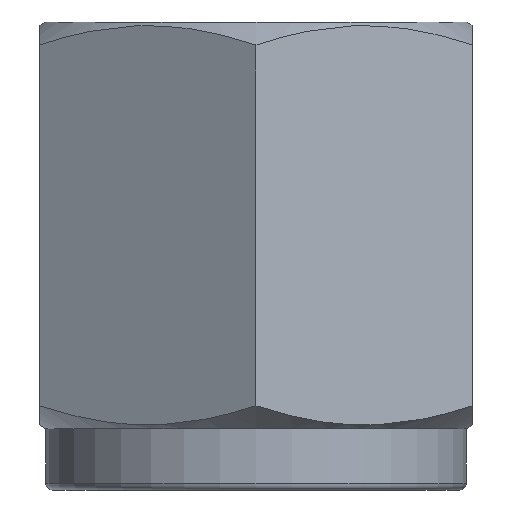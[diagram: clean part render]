
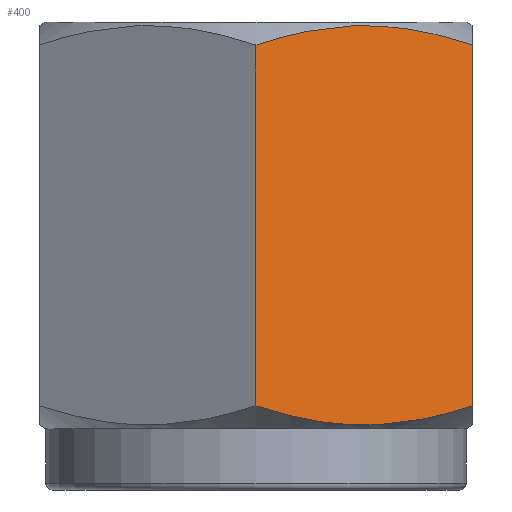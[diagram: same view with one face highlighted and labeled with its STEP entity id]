
A CAD part, front view. The second image highlights one B-rep face of the part: STEP entity #400.
In plain terms, the highlighted planar face has unit normal (0.5, -0.866, 0).
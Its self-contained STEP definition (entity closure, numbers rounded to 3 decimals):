
#15=(
BOUNDED_CURVE()
B_SPLINE_CURVE(2,(#737,#738,#739),.UNSPECIFIED.,.F.,.F.)
B_SPLINE_CURVE_WITH_KNOTS((3,3),(0.,1.113),.UNSPECIFIED.)
CURVE()
GEOMETRIC_REPRESENTATION_ITEM()
RATIONAL_B_SPLINE_CURVE((1.,1.155,1.))
REPRESENTATION_ITEM('')
);
#22=(
BOUNDED_CURVE()
B_SPLINE_CURVE(2,(#766,#767,#768),.UNSPECIFIED.,.F.,.F.)
B_SPLINE_CURVE_WITH_KNOTS((3,3),(0.,1.113),.UNSPECIFIED.)
CURVE()
GEOMETRIC_REPRESENTATION_ITEM()
RATIONAL_B_SPLINE_CURVE((1.,1.155,1.))
REPRESENTATION_ITEM('')
);
#46=PLANE('',#474);
#75=FACE_OUTER_BOUND('',#107,.T.);
#107=EDGE_LOOP('',(#364,#365,#366,#367));
#124=LINE('',#798,#139);
#125=LINE('',#800,#140);
#139=VECTOR('',#589,10.);
#140=VECTOR('',#592,10.);
#191=VERTEX_POINT('',#734);
#192=VERTEX_POINT('',#736);
#197=VERTEX_POINT('',#760);
#199=VERTEX_POINT('',#765);
#239=EDGE_CURVE('',#192,#191,#15,.T.);
#246=EDGE_CURVE('',#199,#197,#22,.T.);
#258=EDGE_CURVE('',#197,#192,#124,.T.);
#259=EDGE_CURVE('',#199,#191,#125,.T.);
#364=ORIENTED_EDGE('',*,*,#239,.T.);
#365=ORIENTED_EDGE('',*,*,#259,.F.);
#366=ORIENTED_EDGE('',*,*,#246,.T.);
#367=ORIENTED_EDGE('',*,*,#258,.T.);
#400=ADVANCED_FACE('',(#75),#46,.T.);
#474=AXIS2_PLACEMENT_3D('',#799,#590,#591);
#589=DIRECTION('',(0.,0.,1.));
#590=DIRECTION('center_axis',(0.5,-0.866,0.));
#591=DIRECTION('ref_axis',(0.866,0.5,0.));
#592=DIRECTION('',(0.,0.,1.));
#734=CARTESIAN_POINT('',(0.,-10.999,19.59));
#736=CARTESIAN_POINT('',(9.525,-5.499,19.59));
#737=CARTESIAN_POINT('Ctrl Pts',(9.525,-5.499,19.59));
#738=CARTESIAN_POINT('Ctrl Pts',(4.763,-8.249,21.178));
#739=CARTESIAN_POINT('Ctrl Pts',(0.,-10.999,
19.59));
#760=CARTESIAN_POINT('',(9.525,-5.499,3.71));
#765=CARTESIAN_POINT('',(0.,-10.999,3.71));
#766=CARTESIAN_POINT('Ctrl Pts',(0.,-10.999,
3.71));
#767=CARTESIAN_POINT('Ctrl Pts',(4.763,-8.249,2.122));
#768=CARTESIAN_POINT('Ctrl Pts',(9.525,-5.499,3.71));
#798=CARTESIAN_POINT('',(9.525,-5.499,2.7));
#799=CARTESIAN_POINT('Origin',(0.,-10.999,
2.7));
#800=CARTESIAN_POINT('',(0.,-10.999,2.7));
